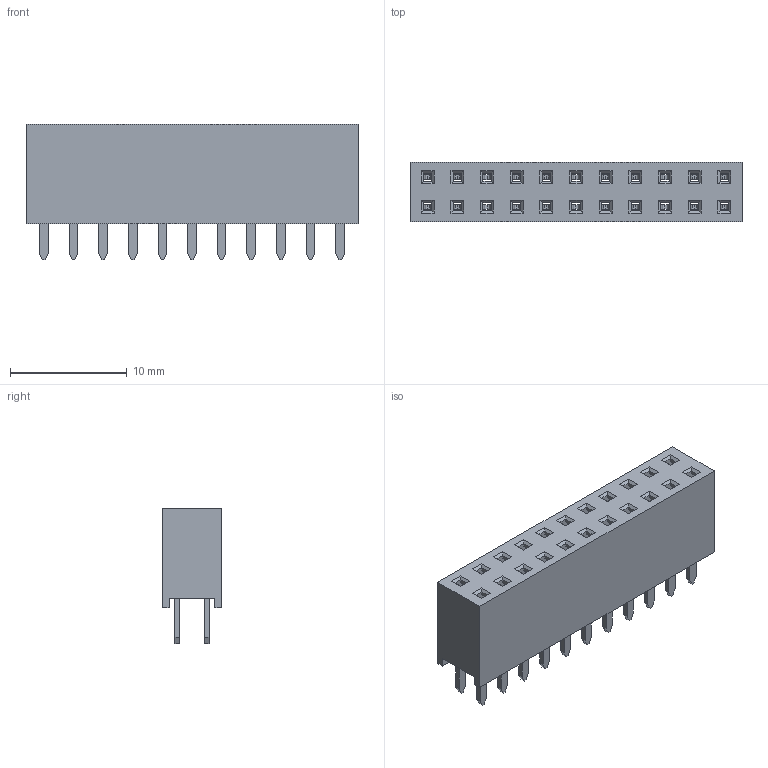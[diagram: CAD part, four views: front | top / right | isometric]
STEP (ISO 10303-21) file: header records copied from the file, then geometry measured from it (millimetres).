
FILE_DESCRIPTION(/* description */ ('Unknown'),/* implementation_level */ '2;1');
FILE_NAME(/* name */ '61302221821',/* time_stamp */ '2022-06-30T08:00:48+02:00',/* author */ ('Unknown'),/* organization */ ('Unknown'),/* preprocessor_version */ 'ST-DEVELOPER v16.7',/* originating_system */ 'Solid Edge',/* authorisation */ 'Unknown');
FILE_SCHEMA (('AUTOMOTIVE_DESIGN {1 0 10303 214 3 1 1}'));
Length unit declared in the file: millimetre
Products named in the file (3): 6130xx21821; 61302221821; 6130xx21821_PIN
Assembly tree (23 placements, depth 2):
  6130xx21821
    61302221821
    6130xx21821_PIN  x22
Bounding box: 28.44 x 5.08 x 11.6 mm (x, y, z)
Volume: 996.9 mm3; surface area: 2471 mm2
Topology: 23 solids, 23 shells, 912 faces, 2422 edges, 1556 vertices
Faces by surface type: plane 692, cylinder 132, bspline 44, torus 44
Entity records: 9437 total; most frequent: CARTESIAN_POINT 1678, ORIENTED_EDGE 1602, DIRECTION 1465, EDGE_CURVE 801, LINE 779, VECTOR 779, VERTEX_POINT 504, EDGE_LOOP 349
